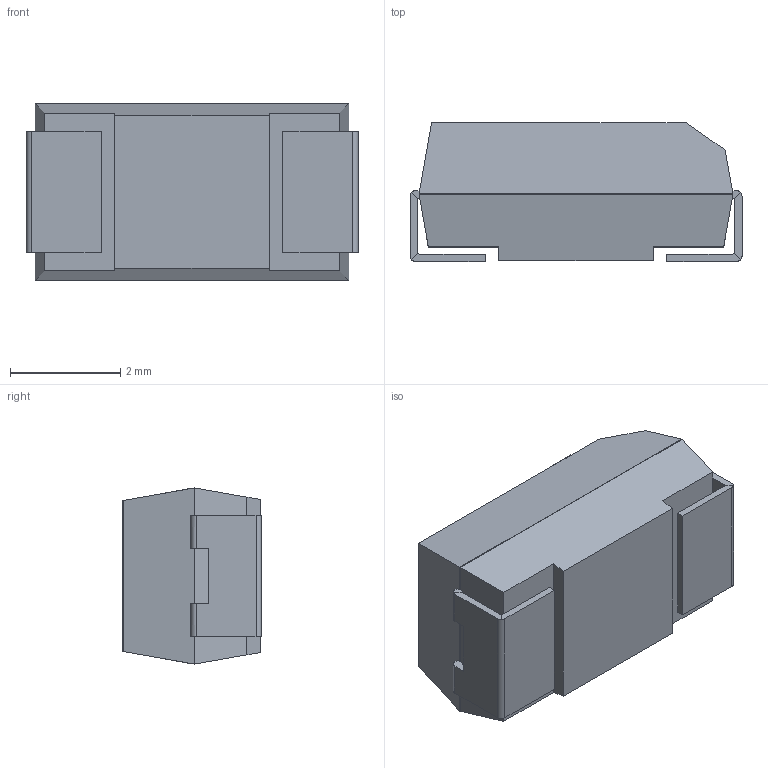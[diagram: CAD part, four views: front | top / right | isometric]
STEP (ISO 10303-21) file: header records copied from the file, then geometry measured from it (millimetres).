
FILE_DESCRIPTION (( 'STEP AP203' ), '1' );
FILE_NAME ('C_6032-28.STEP', '2015-05-28T16:10:26', ( 'Zoya' ), ( 'Hewlett-Packard Company' ), 'SwSTEP 2.0', 'SolidWorks 2015', '' );
FILE_SCHEMA (( 'CONFIG_CONTROL_DESIGN' ));
Length unit declared in the file: millimetre
Products named in the file (1): C_6032-28
Bounding box: 6.03 x 2.52 x 3.2 mm (x, y, z)
Volume: 40.1 mm3; surface area: 129.9 mm2
Topology: 2 solids, 2 shells, 83 faces, 225 edges, 142 vertices
Faces by surface type: plane 71, cylinder 12
Entity records: 2650 total; most frequent: CARTESIAN_POINT 451, ORIENTED_EDGE 450, DIRECTION 433, EDGE_CURVE 225, VECTOR 185, LINE 185, VERTEX_POINT 142, AXIS2_PLACEMENT_3D 124
